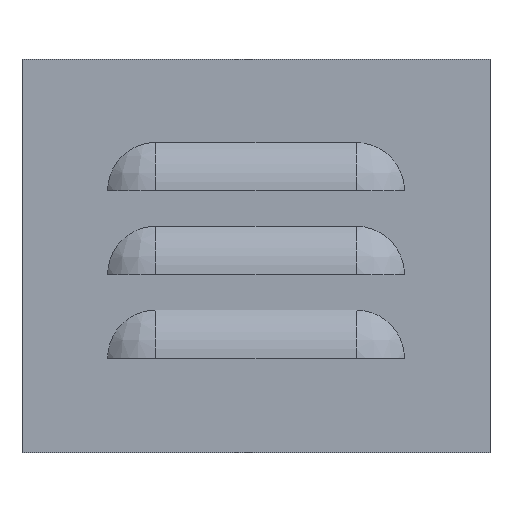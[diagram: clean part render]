
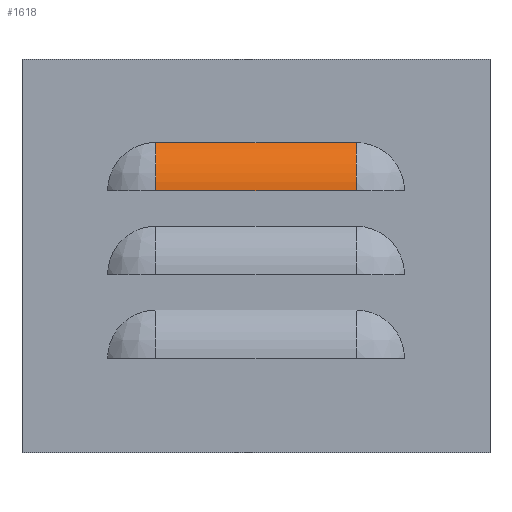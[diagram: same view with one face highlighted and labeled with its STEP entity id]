
A CAD part, front view. The second image highlights one B-rep face of the part: STEP entity #1618.
In plain terms, the highlighted cylindrical face has radius 21.16 mm (diameter 42.321 mm), a partial arc.
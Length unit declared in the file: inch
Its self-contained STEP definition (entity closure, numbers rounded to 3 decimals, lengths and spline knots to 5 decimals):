
#289 = CARTESIAN_POINT ( 'NONE',  ( -1.35, 0.52108, 0.879 ) ) ;
#318 = EDGE_LOOP ( 'NONE', ( #3723, #4365, #7024, #2929 ) ) ;
#1023 = DIRECTION ( 'NONE',  ( 0., 0., 1. ) ) ;
#1194 = LINE ( 'NONE', #7291, #1428 ) ;
#1428 = VECTOR ( 'NONE', #6200, 39.37008 ) ;
#1618 = ADVANCED_FACE ( 'NONE', ( #3849 ), #6632, .T. ) ;
#2000 = CIRCLE ( 'NONE', #6142, 0.83308 ) ;
#2097 = EDGE_CURVE ( 'NONE', #2223, #6248, #1194, .T. ) ;
#2105 = DIRECTION ( 'NONE',  ( 0., 0., 1. ) ) ;
#2223 = VERTEX_POINT ( 'NONE', #4778 ) ;
#2555 = DIRECTION ( 'NONE',  ( 1., 0., 0. ) ) ;
#2929 = ORIENTED_EDGE ( 'NONE', *, *, #3613, .T. ) ;
#3012 = CIRCLE ( 'NONE', #5392, 0.83308 ) ;
#3288 = DIRECTION ( 'NONE',  ( 1., 0., 0. ) ) ;
#3613 = EDGE_CURVE ( 'NONE', #5366, #6866, #4037, .T. ) ;
#3723 = ORIENTED_EDGE ( 'NONE', *, *, #5143, .F. ) ;
#3735 = EDGE_CURVE ( 'NONE', #2223, #5366, #3012, .T. ) ;
#3786 = AXIS2_PLACEMENT_3D ( 'NONE', #6558, #6004, #1023 ) ;
#3849 = FACE_OUTER_BOUND ( 'NONE', #318, .T. ) ;
#4037 = LINE ( 'NONE', #6292, #5039 ) ;
#4083 = CARTESIAN_POINT ( 'NONE',  ( 1.35, 0., 1.529 ) ) ;
#4365 = ORIENTED_EDGE ( 'NONE', *, *, #2097, .F. ) ;
#4513 = CARTESIAN_POINT ( 'NONE',  ( 1.35, -0.312, 0.879 ) ) ;
#4680 = DIRECTION ( 'NONE',  ( 1., 0., 0. ) ) ;
#4778 = CARTESIAN_POINT ( 'NONE',  ( -1.35, 0., 1.529 ) ) ;
#4945 = CARTESIAN_POINT ( 'NONE',  ( 1.35, 0.52108, 0.879 ) ) ;
#5039 = VECTOR ( 'NONE', #4680, 39.37008 ) ;
#5143 = EDGE_CURVE ( 'NONE', #6248, #6866, #2000, .T. ) ;
#5366 = VERTEX_POINT ( 'NONE', #5481 ) ;
#5392 = AXIS2_PLACEMENT_3D ( 'NONE', #289, #2555, #7085 ) ;
#5481 = CARTESIAN_POINT ( 'NONE',  ( -1.35, -0.312, 0.879 ) ) ;
#6004 = DIRECTION ( 'NONE',  ( -1., 0., 0. ) ) ;
#6142 = AXIS2_PLACEMENT_3D ( 'NONE', #4945, #3288, #2105 ) ;
#6200 = DIRECTION ( 'NONE',  ( 1., 0., 0. ) ) ;
#6248 = VERTEX_POINT ( 'NONE', #4083 ) ;
#6292 = CARTESIAN_POINT ( 'NONE',  ( 1.35, -0.312, 0.879 ) ) ;
#6558 = CARTESIAN_POINT ( 'NONE',  ( 1.35, 0.52108, 0.879 ) ) ;
#6632 = CYLINDRICAL_SURFACE ( 'NONE', #3786, 0.83308 ) ;
#6866 = VERTEX_POINT ( 'NONE', #4513 ) ;
#7024 = ORIENTED_EDGE ( 'NONE', *, *, #3735, .T. ) ;
#7085 = DIRECTION ( 'NONE',  ( 0., 0., 1. ) ) ;
#7291 = CARTESIAN_POINT ( 'NONE',  ( -3.154, 0., 1.529 ) ) ;
